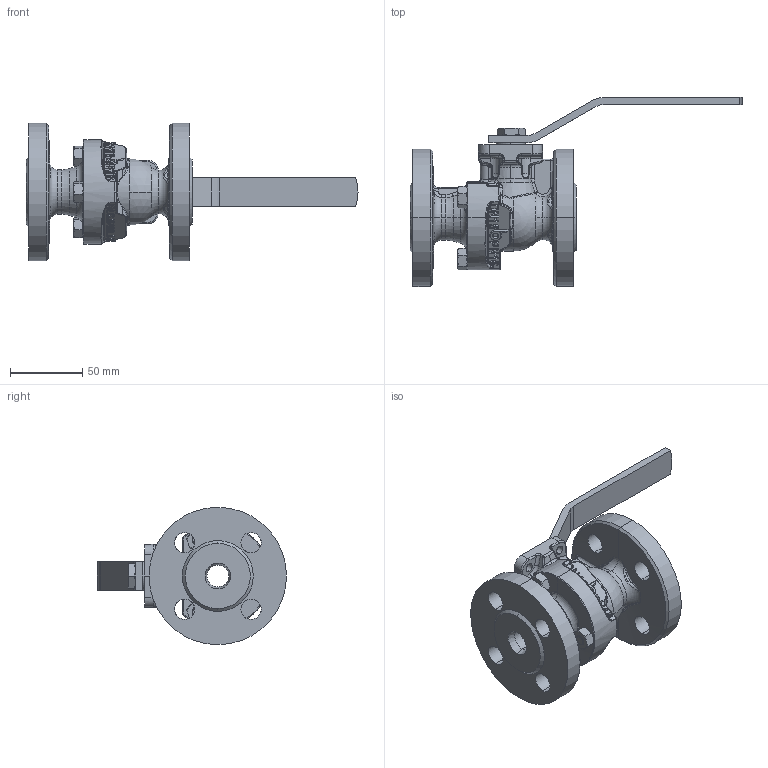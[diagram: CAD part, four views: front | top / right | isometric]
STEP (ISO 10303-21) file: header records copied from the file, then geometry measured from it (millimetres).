
FILE_DESCRIPTION (( 'STEP AP203' ), '1' );
FILE_NAME ('B2.DN015.STEP', '2011-03-07T07:43:38', ( ' ' ), ( '' ), 'SwSTEP 2.0', 'SolidWorks 2009', '' );
FILE_SCHEMA (( 'CONFIG_CONTROL_DESIGN' ));
Products named in the file (1): B2.DN015
Bounding box: 229.5 x 130.68 x 95 mm (x, y, z)
Volume: 365353.5 mm3; surface area: 76693.7 mm2
Topology: 1 solids, 4 shells, 937 faces, 2370 edges, 1439 vertices
Faces by surface type: bspline 370, plane 255, cylinder 156, cone 104, torus 40, sphere 12
Entity records: 52404 total; most frequent: CARTESIAN_POINT 33255, ORIENTED_EDGE 4672, DIRECTION 2960, EDGE_CURVE 2336, VERTEX_POINT 1439, AXIS2_PLACEMENT_3D 1136, EDGE_LOOP 1003, B_SPLINE_CURVE_WITH_KNOTS 950
